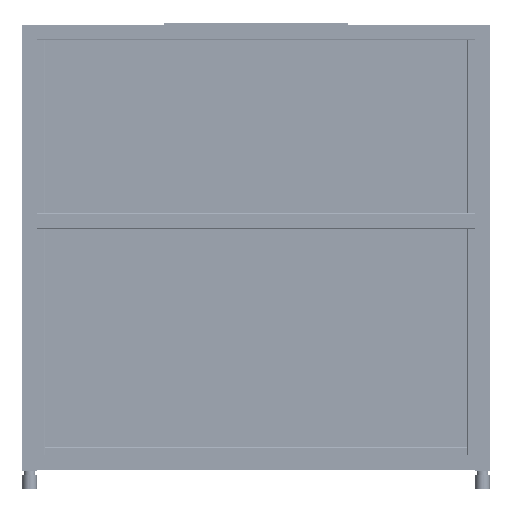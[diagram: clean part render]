
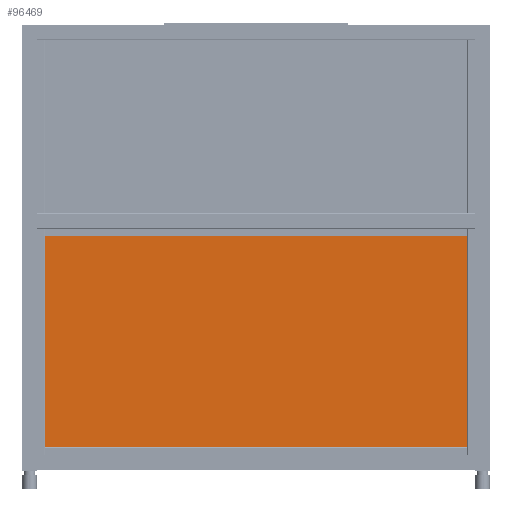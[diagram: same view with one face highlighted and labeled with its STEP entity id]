
A CAD part, left-side view. The second image highlights one B-rep face of the part: STEP entity #96469.
In plain terms, the highlighted face is planar.
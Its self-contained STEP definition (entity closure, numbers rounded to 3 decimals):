
#34579=ORIENTED_EDGE('',*,*,#48700,.F.);
#34580=ORIENTED_EDGE('',*,*,#48710,.F.);
#34581=ORIENTED_EDGE('',*,*,#48707,.F.);
#34582=ORIENTED_EDGE('',*,*,#48704,.F.);
#48700=EDGE_CURVE('',#57992,#57993,#67545,.T.);
#48704=EDGE_CURVE('',#57993,#57996,#67549,.T.);
#48707=EDGE_CURVE('',#57996,#57998,#67552,.T.);
#48710=EDGE_CURVE('',#57998,#57992,#67555,.T.);
#57992=VERTEX_POINT('',#167378);
#57993=VERTEX_POINT('',#167379);
#57996=VERTEX_POINT('',#167387);
#57998=VERTEX_POINT('',#167393);
#67545=LINE('',#167377,#77000);
#67549=LINE('',#167386,#77004);
#67552=LINE('',#167392,#77007);
#67555=LINE('',#167398,#77010);
#77000=VECTOR('',#136241,1000.);
#77004=VECTOR('',#136247,1000.);
#77007=VECTOR('',#136252,1000.);
#77010=VECTOR('',#136257,1000.);
#82546=EDGE_LOOP('',(#34579,#34580,#34581,#34582));
#88247=FACE_BOUND('',#82546,.T.);
#91514=PLANE('',#108939);
#96469=ADVANCED_FACE('',(#88247),#91514,.F.);
#108939=AXIS2_PLACEMENT_3D('',#167401,#136261,#136262);
#136241=DIRECTION('',(0.,-1.,0.));
#136247=DIRECTION('',(1.,0.,0.));
#136252=DIRECTION('',(0.,1.,0.));
#136257=DIRECTION('',(-1.,0.,0.));
#136261=DIRECTION('',(0.,0.,1.));
#136262=DIRECTION('',(1.,0.,0.));
#167377=CARTESIAN_POINT('',(-294.,574.,-2.));
#167378=CARTESIAN_POINT('',(-294.,574.,-2.));
#167379=CARTESIAN_POINT('',(-294.,-574.,-2.));
#167386=CARTESIAN_POINT('',(-294.,-574.,-2.));
#167387=CARTESIAN_POINT('',(294.,-574.,-2.));
#167392=CARTESIAN_POINT('',(294.,-574.,-2.));
#167393=CARTESIAN_POINT('',(294.,574.,-2.));
#167398=CARTESIAN_POINT('',(294.,574.,-2.));
#167401=CARTESIAN_POINT('',(-294.,-574.,-2.));
